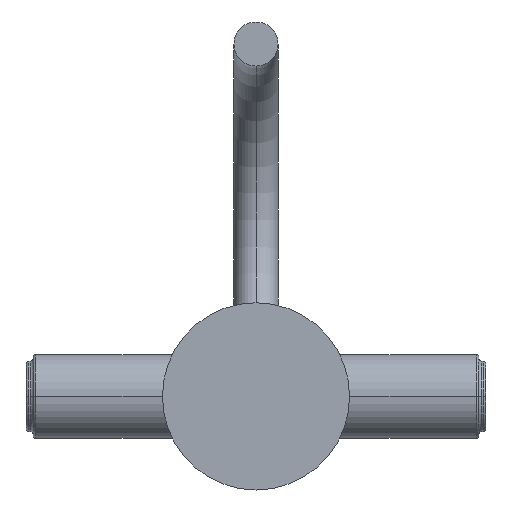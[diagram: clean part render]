
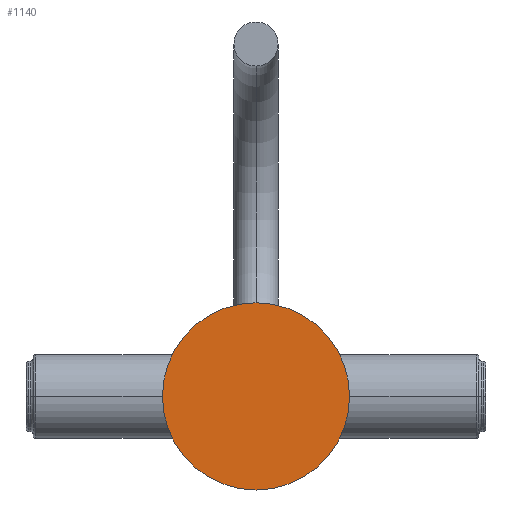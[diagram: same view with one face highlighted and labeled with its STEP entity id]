
A CAD part, front view. The second image highlights one B-rep face of the part: STEP entity #1140.
In plain terms, the highlighted planar face has unit normal (0, -1, 0).
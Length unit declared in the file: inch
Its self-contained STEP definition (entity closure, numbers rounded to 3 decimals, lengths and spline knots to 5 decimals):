
#2=CARTESIAN_POINT('',(0.,0.,0.));
#3=DIRECTION('',(0.,-1.,0.));
#4=DIRECTION('',(-1.,0.,0.));
#5=AXIS2_PLACEMENT_3D('',#2,#3,#4);
#12=CARTESIAN_POINT('',(0.,0.,0.));
#13=DIRECTION('',(0.,1.,0.));
#14=DIRECTION('',(-1.,0.,0.));
#15=AXIS2_PLACEMENT_3D('',#12,#13,#14);
#958=CARTESIAN_POINT('',(-1.0625,0.,0.));
#959=CARTESIAN_POINT('',(1.0625,0.,0.));
#960=VERTEX_POINT('',#958);
#961=VERTEX_POINT('',#959);
#1130=CARTESIAN_POINT('',(0.,0.,0.));
#1131=DIRECTION('',(0.,1.,0.));
#1132=DIRECTION('',(1.,0.,0.));
#1133=AXIS2_PLACEMENT_3D('',#1130,#1131,#1132);
#1134=PLANE('',#1133);
#1136=ORIENTED_EDGE('',*,*,#1135,.T.);
#1137=ORIENTED_EDGE('',*,*,#1119,.F.);
#1138=EDGE_LOOP('',(#1136,#1137));
#1139=FACE_OUTER_BOUND('',#1138,.F.);
#1140=ADVANCED_FACE('',(#1139),#1134,.F.);
#6=CIRCLE('',#5,1.0625);
#16=CIRCLE('',#15,1.0625);
#1119=EDGE_CURVE('',#960,#961,#6,.T.);
#1135=EDGE_CURVE('',#960,#961,#16,.T.);
